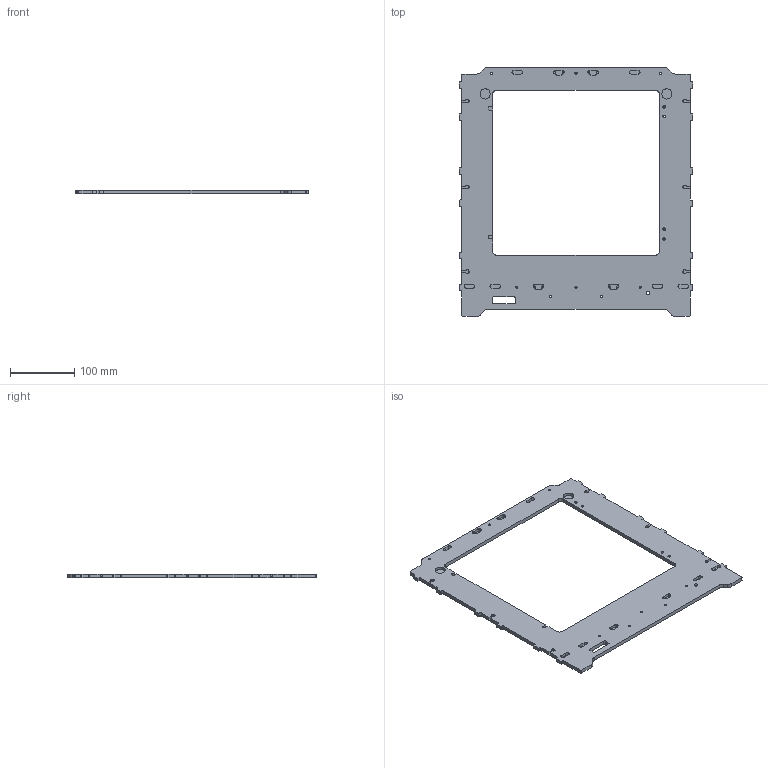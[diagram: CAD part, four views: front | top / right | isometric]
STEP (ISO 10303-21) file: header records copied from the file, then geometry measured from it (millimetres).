
FILE_DESCRIPTION(/* description */ (''),/* implementation_level */ '2;1');
FILE_NAME(/* name */ 'd7a8f9c7-617d-4ab2-9afc-2c20a0aea58e.stp',/* time_stamp */ '2017-12-18T08:04:01+00:00',/* author */ (''),/* organization */ (''),/* preprocessor_version */ 'ST-DEVELOPER v16.13',/* originating_system */ 'Autodesk Translation Framework v6.5.0.72',/* authorisation */ '');
FILE_SCHEMA (('AUTOMOTIVE_DESIGN { 1 0 10303 214 3 1 1 }'));
Length unit declared in the file: millimetre
Products named in the file (1): xBot Front Medium
Bounding box: 364.2 x 388 x 6 mm (x, y, z)
Volume: 397928.9 mm3; surface area: 155073.9 mm2
Topology: 1 solids, 1 shells, 294 faces, 817 edges, 542 vertices
Faces by surface type: plane 173, cylinder 121
Full cylindrical faces by diameter (mm): 3.2 x12, 4.1 x4, 6 x1, 16 x2
Entity records: 9552 total; most frequent: DIRECTION 1657, CARTESIAN_POINT 1654, ORIENTED_EDGE 1634, EDGE_CURVE 817, LINE 567, VECTOR 567, AXIS2_PLACEMENT_3D 545, VERTEX_POINT 542
